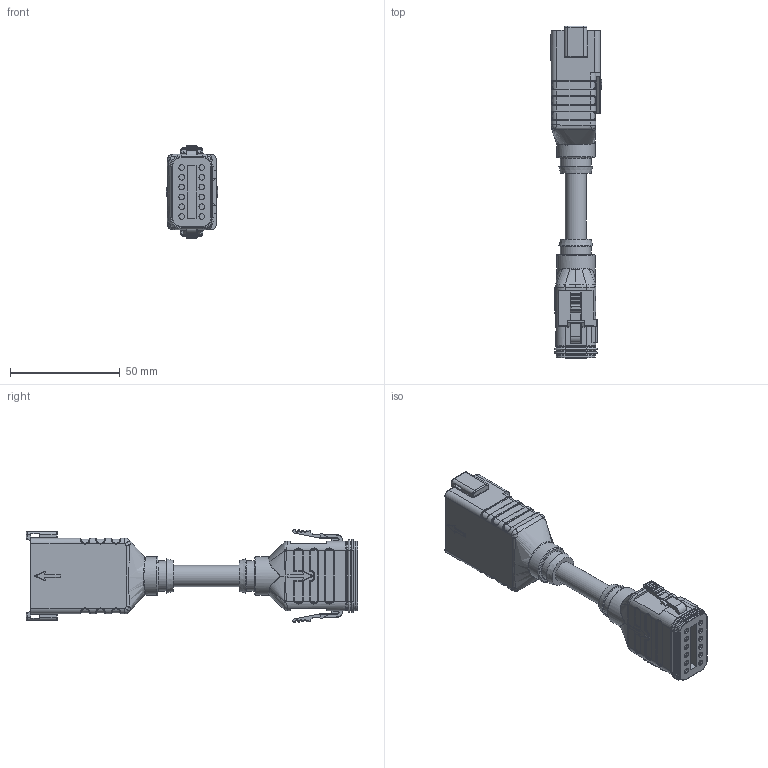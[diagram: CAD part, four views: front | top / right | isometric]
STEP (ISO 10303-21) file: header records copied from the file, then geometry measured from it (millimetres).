
FILE_DESCRIPTION(/* description */ (''),/* implementation_level */ '2;1');
FILE_NAME(/* name */ '1-V0012234__5042363__MA-DT06-12S-1-MA-DT04-12P-S370_assy_26-06-2023_stp.stp',/* time_stamp */ '2023-06-26T14:23:02+02:00',/* author */ ('ESCHA GmbH & Co. KG'),/* organization */ ('ESCHA GmbH & Co. KG'),/* preprocessor_version */ 'ST-DEVELOPER v16',/* originating_system */ 'SIEMENS PLM Software NX 10.0',/* authorisation */ '');
FILE_SCHEMA (('AUTOMOTIVE_DESIGN { 1 0 10303 214 3 1 1 1 }'));
Length unit declared in the file: millimetre
Products named in the file (1): t.he08C4D2E9v0m9
Bounding box: 23.5 x 151 x 41.99 mm (x, y, z)
Volume: 53355.1 mm3; surface area: 18654.3 mm2
Topology: 1 solids, 1 shells, 1282 faces, 3215 edges, 1906 vertices
Faces by surface type: cylinder 445, plane 331, torus 226, bspline 205, sphere 58, cone 17
Full cylindrical faces by diameter (mm): 2.56 x12, 9.65 x1, 14 x2, 17.5 x2
Entity records: 47385 total; most frequent: CARTESIAN_POINT 18276, DIRECTION 6125, ORIENTED_EDGE 6122, EDGE_CURVE 3061, AXIS2_PLACEMENT_3D 2432, VERTEX_POINT 1864, EDGE_LOOP 1401, CIRCLE 1316
